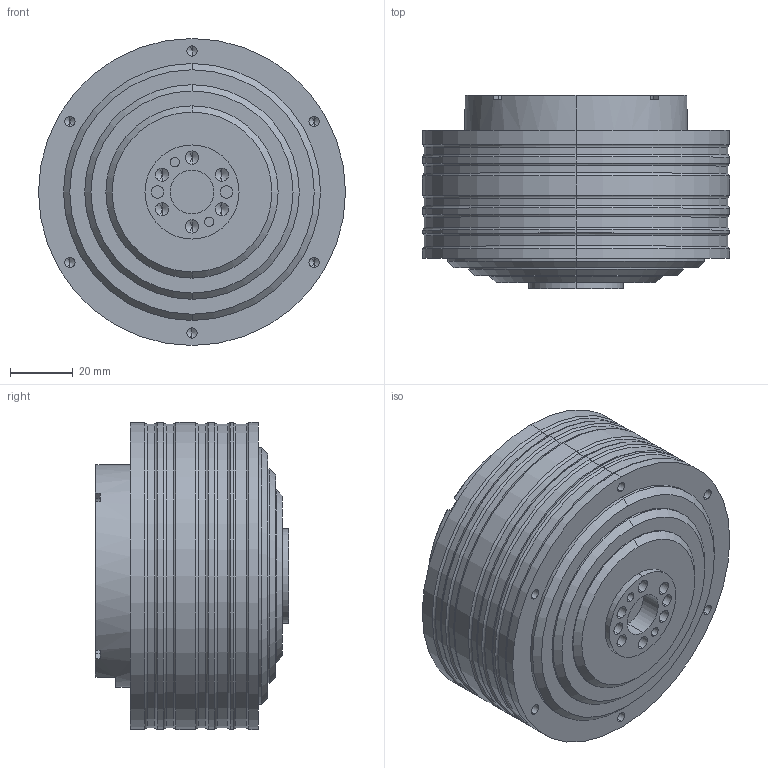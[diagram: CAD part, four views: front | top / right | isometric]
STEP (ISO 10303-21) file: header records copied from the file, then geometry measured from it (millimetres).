
FILE_DESCRIPTION (( 'STEP AP214' ), '1' );
FILE_NAME ('DM 8116 ÍâÐÎ³ß´ç20240201.STEP', '2024-02-01T10:29:42', ( '' ), ( '' ), 'SwSTEP 2.0', 'SolidWorks 2021', '' );
FILE_SCHEMA (( 'AUTOMOTIVE_DESIGN' ));
Length unit declared in the file: millimetre
Products named in the file (3): DM 8116 驱动板盖; DM 8116 俋倛喜渡20240201; DM 8116 俋倛喜渡芞
Assembly tree (2 placements, depth 2):
  DM 8116 俋倛喜渡20240201
    DM 8116 俋倛喜渡芞
    DM 8116 驱动板盖
Bounding box: 98 x 61.7 x 98 mm (x, y, z)
Volume: 343026.5 mm3; surface area: 45835.7 mm2
Topology: 2 solids, 2 shells, 961 faces, 2229 edges, 1338 vertices
Faces by surface type: plane 457, cylinder 259, cone 213, torus 20, bspline 12
Entity records: 28142 total; most frequent: CARTESIAN_POINT 6083, DIRECTION 4534, ORIENTED_EDGE 4386, EDGE_CURVE 2193, AXIS2_PLACEMENT_3D 1685, VERTEX_POINT 1338, VECTOR 1164, LINE 1164
